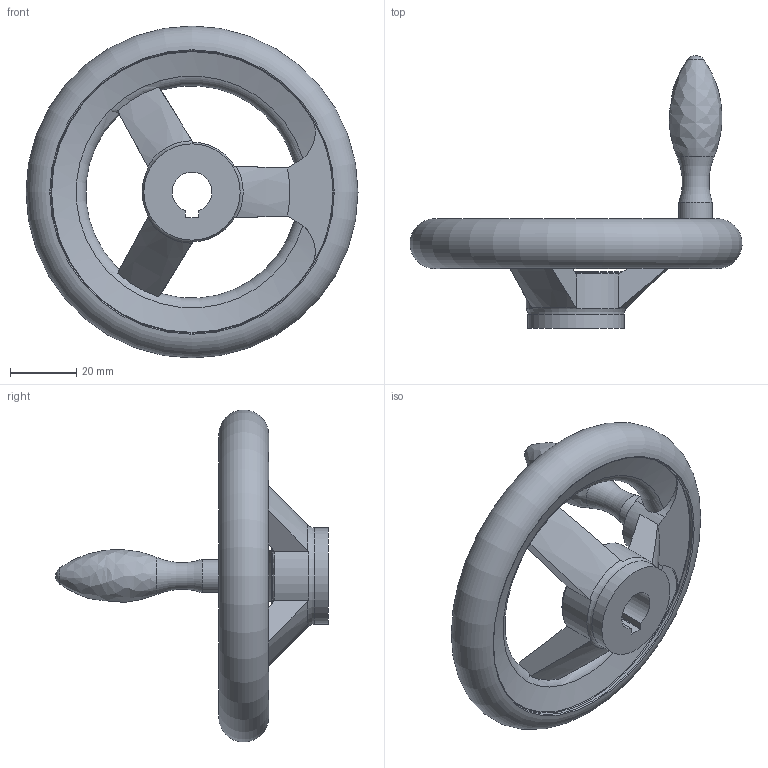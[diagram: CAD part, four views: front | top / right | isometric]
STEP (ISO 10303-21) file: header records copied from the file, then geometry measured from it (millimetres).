
FILE_DESCRIPTION( ( 'STEP AP214' ), '1' );
FILE_NAME( 'K0160.3100X12.stp', '2020-11-26T10:10:02', ( '' ), ( '' ), ' ', 'PARTsolutions', ' ' );
FILE_SCHEMA( ( 'AUTOMOTIVE_DESIGN { 1 0 10303 214 1 1 1 1 }' ) );
Length unit declared in the file: millimetre
Products named in the file (1): _K0160.3100X12
Bounding box: 99.96 x 82.15 x 99.96 mm (x, y, z)
Volume: 70516.2 mm3; surface area: 21358.9 mm2
Topology: 1 solids, 1 shells, 50 faces, 146 edges, 94 vertices
Faces by surface type: cylinder 16, plane 13, torus 11, cone 8, bspline 1, sphere 1
Full cylindrical faces by diameter (mm): 10 x1, 29 x2, 85 x2
Entity records: 2291 total; most frequent: CARTESIAN_POINT 686, ORIENTED_EDGE 250, DIRECTION 228, EDGE_CURVE 125, AXIS2_PLACEMENT_3D 102, VERTEX_POINT 90, EDGE_LOOP 69, FACE_OUTER_BOUND 64
